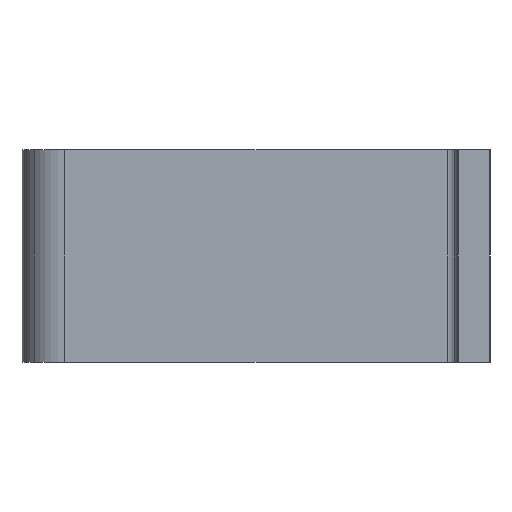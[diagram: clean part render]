
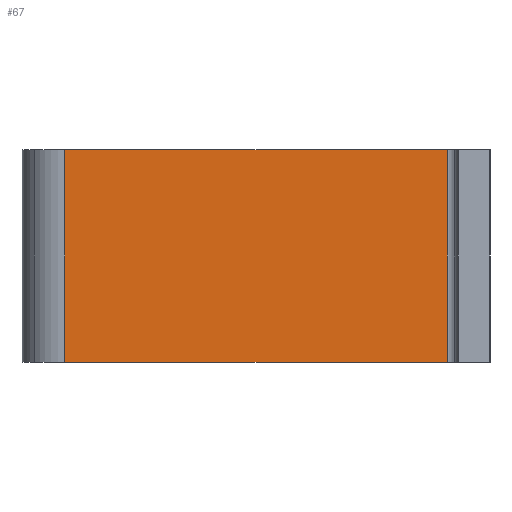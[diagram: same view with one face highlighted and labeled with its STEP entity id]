
A CAD part, left-side view. The second image highlights one B-rep face of the part: STEP entity #67.
In plain terms, the highlighted planar face has unit normal (-1, 0, 0).
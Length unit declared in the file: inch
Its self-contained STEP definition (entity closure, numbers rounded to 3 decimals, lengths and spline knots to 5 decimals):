
#67=ADVANCED_FACE('',(#160),#161,.T.);
#160=FACE_OUTER_BOUND('',#282,.T.);
#161=PLANE('',#283);
#282=EDGE_LOOP('',(#413,#414,#415,#416));
#283=AXIS2_PLACEMENT_3D('',#417,#418,#419);
#413=ORIENTED_EDGE('',*,*,#752,.F.);
#414=ORIENTED_EDGE('',*,*,#753,.T.);
#415=ORIENTED_EDGE('',*,*,#754,.F.);
#416=ORIENTED_EDGE('',*,*,#755,.F.);
#417=CARTESIAN_POINT('',(-1.06299,-3.22835,-0.7874));
#418=DIRECTION('',(-1.0,0.,0.0));
#419=DIRECTION('',(0.0,0.0,1.0));
#752=EDGE_CURVE('',#901,#902,#903,.T.);
#753=EDGE_CURVE('',#901,#904,#905,.T.);
#754=EDGE_CURVE('',#906,#904,#907,.T.);
#755=EDGE_CURVE('',#902,#906,#908,.T.);
#901=VERTEX_POINT('',#1113);
#902=VERTEX_POINT('',#1114);
#903=LINE('',#1115,#1116);
#904=VERTEX_POINT('',#1117);
#905=LINE('',#1118,#1119);
#906=VERTEX_POINT('',#1120);
#907=LINE('',#1121,#1122);
#908=LINE('',#1123,#1124);
#1113=CARTESIAN_POINT('',(-1.06299,-2.91339,0.7874));
#1114=CARTESIAN_POINT('',(-1.06299,-2.91339,-0.7874));
#1115=CARTESIAN_POINT('',(-1.06299,-2.91339,-0.7874));
#1116=VECTOR('',#1371,0.3937);
#1117=CARTESIAN_POINT('',(-1.06299,-0.07874,0.7874));
#1118=CARTESIAN_POINT('',(-1.06299,-3.22835,0.7874));
#1119=VECTOR('',#1372,0.3937);
#1120=CARTESIAN_POINT('',(-1.06299,-0.07874,-0.7874));
#1121=CARTESIAN_POINT('',(-1.06299,-0.07874,-0.7874));
#1122=VECTOR('',#1373,0.3937);
#1123=CARTESIAN_POINT('',(-1.06299,-3.22835,-0.7874));
#1124=VECTOR('',#1374,0.3937);
#1371=DIRECTION('',(0.,0.,-1.0));
#1372=DIRECTION('',(0.,1.0,0.0));
#1373=DIRECTION('',(0.0,0.0,1.0));
#1374=DIRECTION('',(0.,1.0,0.0));
